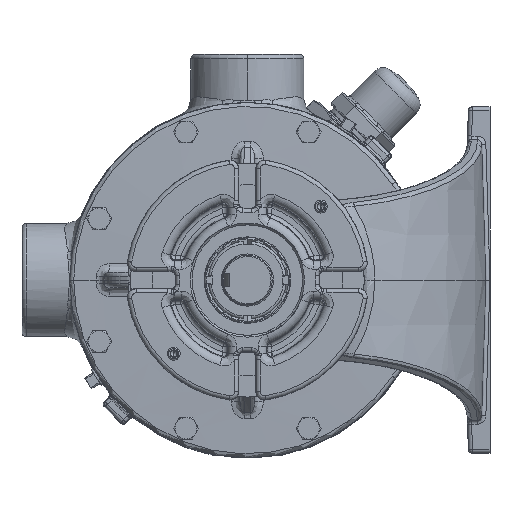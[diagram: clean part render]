
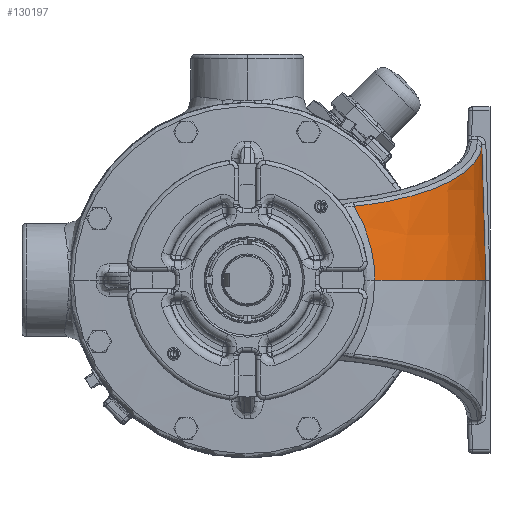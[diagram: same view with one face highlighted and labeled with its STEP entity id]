
A CAD part, left-side view. The second image highlights one B-rep face of the part: STEP entity #130197.
In plain terms, the highlighted conical face has half-angle 1.75 degrees and reference radius 133.35 mm.
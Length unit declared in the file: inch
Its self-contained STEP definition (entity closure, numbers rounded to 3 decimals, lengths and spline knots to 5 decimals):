
#6926 = EDGE_CURVE ( 'NONE', #164429, #10858, #190951, .T. ) ;
#10858 = VERTEX_POINT ( 'NONE', #255560 ) ;
#12404 = CARTESIAN_POINT ( 'NONE',  ( -5.63426, -6.8399, 1.30184 ) ) ;
#15748 = B_SPLINE_CURVE_WITH_KNOTS ( 'NONE', 3,
 ( #103119, #124755, #146337, #17563, #167866, #39064, #189559, #60641, #211136, #82285, #232783, #104034, #254271, #125666, #275903, #147253, #18488, #168782 ),
 .UNSPECIFIED., .F., .F.,
 ( 4, 2, 2, 2, 2, 2, 2, 2, 4 ),
 ( 0.00233, 0.01654, 0.02364, 0.02719, 0.03075, 0.04495, 0.05205, 0.05561, 0.05916 ),
 .UNSPECIFIED. ) ;
#15853 = CARTESIAN_POINT ( 'NONE',  ( -10.53765, -3.08629, 2.13049 ) ) ;
#17563 = CARTESIAN_POINT ( 'NONE',  ( -10.46189, -3.37767, 1.55111 ) ) ;
#18488 = CARTESIAN_POINT ( 'NONE',  ( -10.39328, -3.67962, 0.04704 ) ) ;
#18912 = CARTESIAN_POINT ( 'NONE',  ( -5.61379, -6.76161, 3.88118 ) ) ;
#18964 = B_SPLINE_CURVE_WITH_KNOTS ( 'NONE', 3,
 ( #169197, #18912, #61997, #212488, #83662, #234140, #105367, #255606, #127015, #277221, #148608, #19857, #170125, #41325, #191805, #62935, #213413, #84599, #235051, #106304, #256542, #127978, #278138, #149550, #20766, #171071, #42234, #192702, #63850, #214314, #85483, #235953, #107216, #257466, #128867, #279061 ),
 .UNSPECIFIED., .F., .F.,
 ( 4, 2, 2, 2, 2, 2, 2, 2, 2, 2, 2, 2, 2, 2, 2, 2, 2, 4 ),
 ( 0.00329, 0.00882, 0.01435, 0.02541, 0.03094, 0.03647, 0.04753, 0.06966, 0.07519, 0.08072, 0.09178, 0.1139, 0.12497, 0.12773, 0.1305, 0.13603, 0.15815, 0.18028 ),
 .UNSPECIFIED. ) ;
#19857 = CARTESIAN_POINT ( 'NONE',  ( -6.89814, -6.60059, 3.42461 ) ) ;
#20766 = CARTESIAN_POINT ( 'NONE',  ( -9.44586, -5.04931, 2.51875 ) ) ;
#23821 = CARTESIAN_POINT ( 'NONE',  ( -10.39475, -3.67984, 0. ) ) ;
#39064 = CARTESIAN_POINT ( 'NONE',  ( -10.43953, -3.45793, 1.33268 ) ) ;
#41325 = CARTESIAN_POINT ( 'NONE',  ( -7.41774, -6.44257, 3.23988 ) ) ;
#42234 = CARTESIAN_POINT ( 'NONE',  ( -9.5821, -4.88752, 2.4703 ) ) ;
#42428 = DIRECTION ( 'NONE',  ( 0., 0., -1. ) ) ;
#47819 = EDGE_CURVE ( 'NONE', #151927, #137013, #18964, .T. ) ;
#56243 = ORIENTED_EDGE ( 'NONE', *, *, #47819, .T. ) ;
#56446 = CARTESIAN_POINT ( 'NONE',  ( -5.5454, -6.76065, 3.90548 ) ) ;
#60641 = CARTESIAN_POINT ( 'NONE',  ( -10.42762, -3.50079, 1.19901 ) ) ;
#61997 = CARTESIAN_POINT ( 'NONE',  ( -5.68223, -6.7612, 3.85685 ) ) ;
#62935 = CARTESIAN_POINT ( 'NONE',  ( -7.97627, -6.18729, 3.0413 ) ) ;
#63850 = CARTESIAN_POINT ( 'NONE',  ( -9.64874, -4.80469, 2.44661 ) ) ;
#64024 = CARTESIAN_POINT ( 'NONE',  ( -5.56146, -1.63, 0. ) ) ;
#68251 = AXIS2_PLACEMENT_3D ( 'NONE', #64024, #42428, #86613 ) ;
#70853 = CARTESIAN_POINT ( 'NONE',  ( -5.56146, -1.63, 0. ) ) ;
#77209 = CARTESIAN_POINT ( 'NONE',  ( -5.67873, -6.87869, 0. ) ) ;
#82285 = CARTESIAN_POINT ( 'NONE',  ( -10.40692, -3.57669, 0.92856 ) ) ;
#83662 = CARTESIAN_POINT ( 'NONE',  ( -5.88699, -6.75451, 3.78406 ) ) ;
#84599 = CARTESIAN_POINT ( 'NONE',  ( -8.15788, -6.08861, 2.97673 ) ) ;
#85483 = CARTESIAN_POINT ( 'NONE',  ( -9.7561, -4.66402, 2.40843 ) ) ;
#86613 = DIRECTION ( 'NONE',  ( 1., 0., 0. ) ) ;
#91495 = AXIS2_PLACEMENT_3D ( 'NONE', #70853, #221361, #92540 ) ;
#92540 = DIRECTION ( 'NONE',  ( 1., 0., 0. ) ) ;
#94683 = EDGE_CURVE ( 'NONE', #137013, #164429, #15748, .T. ) ;
#100311 = ORIENTED_EDGE ( 'NONE', *, *, #94683, .T. ) ;
#103119 = CARTESIAN_POINT ( 'NONE',  ( -10.53765, -3.08629, 2.13049 ) ) ;
#104034 = CARTESIAN_POINT ( 'NONE',  ( -10.39065, -3.65274, 0.46854 ) ) ;
#105367 = CARTESIAN_POINT ( 'NONE',  ( -6.22685, -6.72664, 3.66325 ) ) ;
#106304 = CARTESIAN_POINT ( 'NONE',  ( -8.39601, -5.94591, 2.89206 ) ) ;
#107216 = CARTESIAN_POINT ( 'NONE',  ( -10.10434, -4.13522, 2.28459 ) ) ;
#114617 = CONICAL_SURFACE ( 'NONE', #68251, 5.25, 0.031 ) ;
#116968 = EDGE_CURVE ( 'NONE', #10858, #151927, #122960, .T. ) ;
#122914 = EDGE_LOOP ( 'NONE', ( #142292, #207870, #56243, #100311 ) ) ;
#122960 = B_SPLINE_CURVE_WITH_KNOTS ( 'NONE', 3,
 ( #77209, #12404, #185363, #56446 ),
 .UNSPECIFIED., .F., .F.,
 ( 4, 4 ),
 ( 0., 0.0993 ),
 .UNSPECIFIED. ) ;
#124755 = CARTESIAN_POINT ( 'NONE',  ( -10.51443, -3.18296, 1.97131 ) ) ;
#125666 = CARTESIAN_POINT ( 'NONE',  ( -10.39006, -3.67249, 0.23509 ) ) ;
#127015 = CARTESIAN_POINT ( 'NONE',  ( -6.49718, -6.68561, 3.56715 ) ) ;
#127978 = CARTESIAN_POINT ( 'NONE',  ( -8.84683, -5.62695, 2.73176 ) ) ;
#128389 = CARTESIAN_POINT ( 'NONE',  ( -5.5454, -6.76065, 3.90548 ) ) ;
#128867 = CARTESIAN_POINT ( 'NONE',  ( -10.45549, -3.36385, 2.15971 ) ) ;
#130197 = ADVANCED_FACE ( 'NONE', ( #255901 ), #114617, .T. ) ;
#137013 = VERTEX_POINT ( 'NONE', #15853 ) ;
#142292 = ORIENTED_EDGE ( 'NONE', *, *, #6926, .T. ) ;
#146337 = CARTESIAN_POINT ( 'NONE',  ( -10.49196, -3.26766, 1.80653 ) ) ;
#147253 = CARTESIAN_POINT ( 'NONE',  ( -10.39214, -3.67862, 0.09407 ) ) ;
#148608 = CARTESIAN_POINT ( 'NONE',  ( -6.69875, -6.64635, 3.49549 ) ) ;
#149550 = CARTESIAN_POINT ( 'NONE',  ( -9.35125, -5.1523, 2.55239 ) ) ;
#151927 = VERTEX_POINT ( 'NONE', #128389 ) ;
#164429 = VERTEX_POINT ( 'NONE', #23821 ) ;
#167866 = CARTESIAN_POINT ( 'NONE',  ( -10.45247, -3.41149, 1.46458 ) ) ;
#168782 = CARTESIAN_POINT ( 'NONE',  ( -10.39475, -3.67984, 0. ) ) ;
#169197 = CARTESIAN_POINT ( 'NONE',  ( -5.5454, -6.76065, 3.90548 ) ) ;
#170125 = CARTESIAN_POINT ( 'NONE',  ( -7.02932, -6.56491, 3.37797 ) ) ;
#171071 = CARTESIAN_POINT ( 'NONE',  ( -9.55958, -4.91473, 2.47831 ) ) ;
#185363 = CARTESIAN_POINT ( 'NONE',  ( -5.58982, -6.80056, 2.60367 ) ) ;
#189559 = CARTESIAN_POINT ( 'NONE',  ( -10.43541, -3.4727, 1.28836 ) ) ;
#190951 = CIRCLE ( 'NONE', #91495, 5.25 ) ;
#191805 = CARTESIAN_POINT ( 'NONE',  ( -7.66988, -6.34072, 3.15024 ) ) ;
#192702 = CARTESIAN_POINT ( 'NONE',  ( -9.62667, -4.83251, 2.45446 ) ) ;
#207870 = ORIENTED_EDGE ( 'NONE', *, *, #116968, .T. ) ;
#211136 = CARTESIAN_POINT ( 'NONE',  ( -10.42395, -3.51411, 1.154 ) ) ;
#212488 = CARTESIAN_POINT ( 'NONE',  ( -5.81881, -6.75765, 3.8083 ) ) ;
#213413 = CARTESIAN_POINT ( 'NONE',  ( -8.0371, -6.15529, 3.01967 ) ) ;
#214314 = CARTESIAN_POINT ( 'NONE',  ( -9.71392, -4.72074, 2.42343 ) ) ;
#221361 = DIRECTION ( 'NONE',  ( 0., 0., 1. ) ) ;
#232783 = CARTESIAN_POINT ( 'NONE',  ( -10.39743, -3.61437, 0.74592 ) ) ;
#234140 = CARTESIAN_POINT ( 'NONE',  ( -6.09118, -6.74104, 3.71148 ) ) ;
#235051 = CARTESIAN_POINT ( 'NONE',  ( -8.2179, -6.05388, 2.95539 ) ) ;
#235953 = CARTESIAN_POINT ( 'NONE',  ( -9.96069, -4.37676, 2.33567 ) ) ;
#254271 = CARTESIAN_POINT ( 'NONE',  ( -10.38963, -3.66248, 0.37551 ) ) ;
#255560 = CARTESIAN_POINT ( 'NONE',  ( -5.67873, -6.87869, 0. ) ) ;
#255606 = CARTESIAN_POINT ( 'NONE',  ( -6.42966, -6.69689, 3.59115 ) ) ;
#255901 = FACE_OUTER_BOUND ( 'NONE', #122914, .T. ) ;
#256542 = CARTESIAN_POINT ( 'NONE',  ( -8.51128, -5.86947, 2.85107 ) ) ;
#257466 = CARTESIAN_POINT ( 'NONE',  ( -10.35173, -3.62876, 2.19661 ) ) ;
#275903 = CARTESIAN_POINT ( 'NONE',  ( -10.39053, -3.67506, 0.18809 ) ) ;
#277221 = CARTESIAN_POINT ( 'NONE',  ( -6.63185, -6.66031, 3.51927 ) ) ;
#278138 = CARTESIAN_POINT ( 'NONE',  ( -9.05694, -5.44781, 2.65705 ) ) ;
#279061 = CARTESIAN_POINT ( 'NONE',  ( -10.53765, -3.08629, 2.13049 ) ) ;
